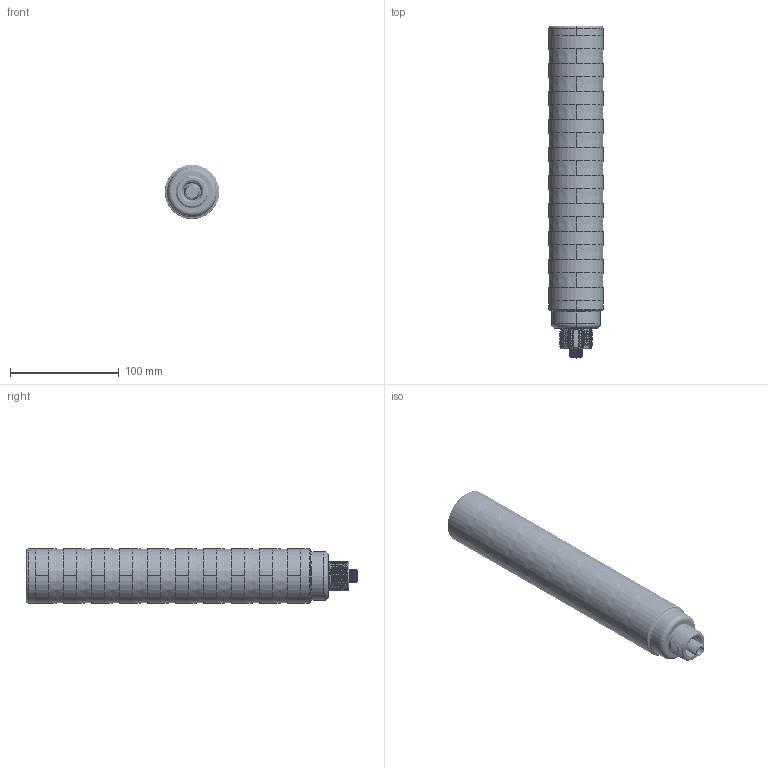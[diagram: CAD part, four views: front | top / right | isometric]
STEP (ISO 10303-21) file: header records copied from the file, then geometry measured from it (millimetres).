
FILE_DESCRIPTION((''),'2;1');
FILE_NAME('205840_ASM','2018-04-27T',('pdmadmin'),('BANNER ENGINEERING'),'CREO PARAMETRIC BY PTC INC, 2016260','CREO PARAMETRIC BY PTC INC, 2016260','');
FILE_SCHEMA(('CONFIG_CONTROL_DESIGN'));
Products named in the file (7): 159072; 141960; 188201; 158231_WEB; 158948; 158946; 205840_ASM
Assembly tree (23 placements, depth 2):
  205840_ASM
    159072
    141960
    188201
    158231_WEB  x10
    158948  x9
    158946
Bounding box: 50 x 305.75 x 50 mm (x, y, z)
Volume: 174997.2 mm3; surface area: 208476.9 mm2
Topology: 23 solids, 23 shells, 3379 faces, 8896 edges, 5809 vertices
Faces by surface type: plane 1842, cylinder 871, cone 378, bspline 218, torus 70
Entity records: 58573 total; most frequent: CARTESIAN_POINT 39267, ORIENTED_EDGE 4200, DIRECTION 3663, EDGE_CURVE 2100, VERTEX_POINT 1355, AXIS2_PLACEMENT_3D 1345, VECTOR 973, LINE 973
